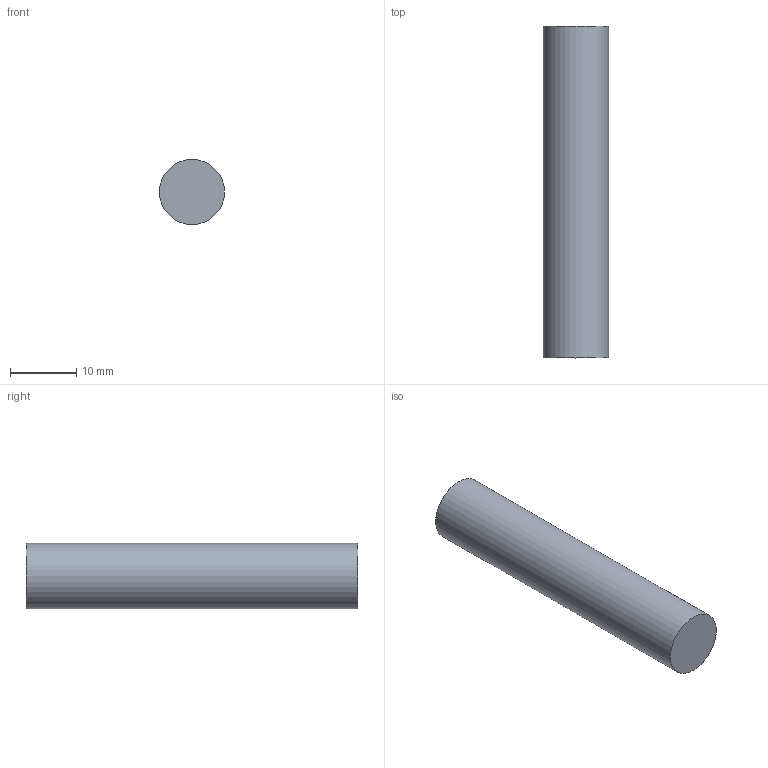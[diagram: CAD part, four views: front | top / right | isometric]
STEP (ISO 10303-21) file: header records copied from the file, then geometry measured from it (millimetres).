
FILE_DESCRIPTION(/* description */ (''),/* implementation_level */ '2;1');
FILE_NAME(/* name */ '',/* time_stamp */ '2025-05-09T15:13:24+03:00',/* author */ ('I9232'),/* organization */ (''),/* preprocessor_version */ 'ST-DEVELOPER v19.2',/* originating_system */ 'Autodesk Inventor 2023',/* authorisation */ '');
FILE_SCHEMA (('AUTOMOTIVE_DESIGN { 1 0 10303 214 3 1 1 }'));
Length unit declared in the file: millimetre
Products named in the file (1): Деталь1
Bounding box: 9.8 x 50 x 9.8 mm (x, y, z)
Volume: 3771.5 mm3; surface area: 1690.2 mm2
Topology: 1 solids, 1 shells, 3 faces, 3 edges, 2 vertices
Faces by surface type: plane 2, cylinder 1
Full cylindrical faces by diameter (mm): 9.8 x1
Entity records: 102 total; most frequent: DIRECTION 13, CARTESIAN_POINT 9, ORIENTED_EDGE 6, AXIS2_PLACEMENT_3D 6, FACE_OUTER_BOUND 3, EDGE_LOOP 3, EDGE_CURVE 3, ADVANCED_FACE 3
